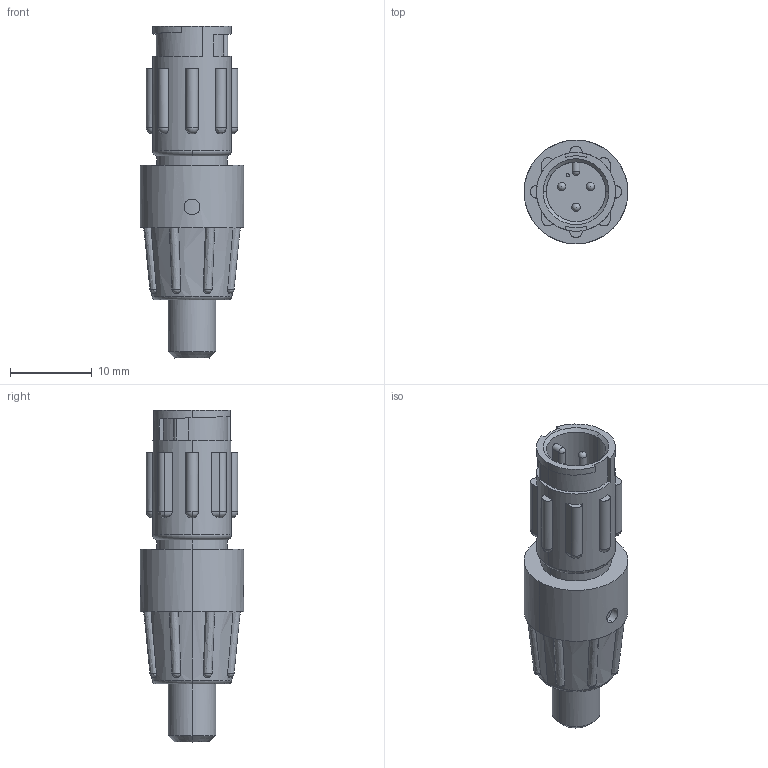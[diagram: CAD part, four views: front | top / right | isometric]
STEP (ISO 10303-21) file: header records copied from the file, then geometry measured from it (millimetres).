
FILE_DESCRIPTION (( 'STEP AP203' ), '1' );
FILE_NAME ('18282-3PG-312.STEP', '2016-06-17T21:02:11', ( '' ), ( '' ), 'SwSTEP 2.0', 'SolidWorks 2014', '' );
FILE_SCHEMA (( 'CONFIG_CONTROL_DESIGN' ));
Length unit declared in the file: inch
Products named in the file (2): 18282-3PG-312
Bounding box: 12.7 x 12.7 x 40.64 mm (x, y, z)
Volume: 2839 mm3; surface area: 1942.5 mm2
Topology: 1 solids, 1 shells, 165 faces, 463 edges, 308 vertices
Faces by surface type: cylinder 63, plane 60, bspline 21, torus 10, cone 6, sphere 5
Entity records: 11782 total; most frequent: CARTESIAN_POINT 7914, ORIENTED_EDGE 896, DIRECTION 583, EDGE_CURVE 448, VERTEX_POINT 301, B_SPLINE_CURVE_WITH_KNOTS 232, AXIS2_PLACEMENT_3D 224, EDGE_LOOP 181
